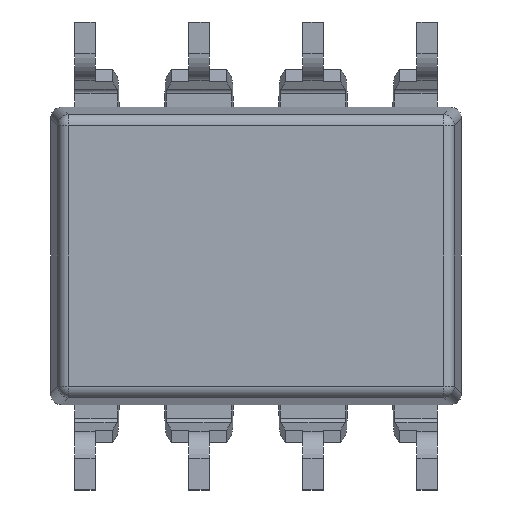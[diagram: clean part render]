
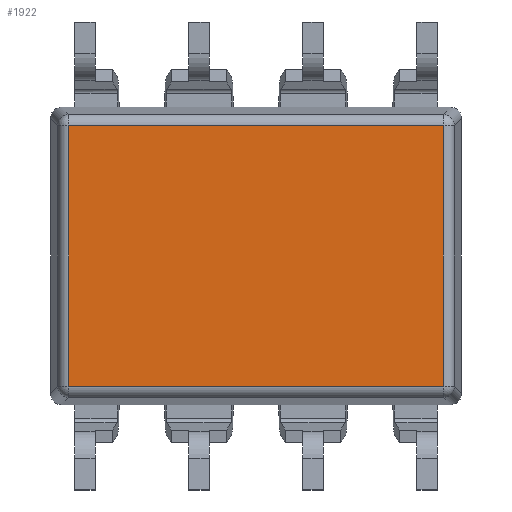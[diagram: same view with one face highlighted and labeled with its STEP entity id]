
A CAD part, front view. The second image highlights one B-rep face of the part: STEP entity #1922.
In plain terms, the highlighted planar face has unit normal (0, -1, 0).
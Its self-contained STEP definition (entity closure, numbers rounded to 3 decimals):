
#818=DIRECTION('',(0.,0.,-1.));
#819=VECTOR('',#818,5.807);
#820=CARTESIAN_POINT('',(-4.168,-1.79,2.903));
#821=LINE('',#820,#819);
#832=DIRECTION('',(1.,0.,0.));
#833=VECTOR('',#832,8.337);
#834=CARTESIAN_POINT('',(-4.168,-1.79,-2.903));
#835=LINE('',#834,#833);
#870=DIRECTION('',(0.,0.,1.));
#871=VECTOR('',#870,5.807);
#872=CARTESIAN_POINT('',(4.168,-1.79,-2.903));
#873=LINE('',#872,#871);
#908=DIRECTION('',(-1.,0.,0.));
#909=VECTOR('',#908,8.337);
#910=CARTESIAN_POINT('',(4.168,-1.79,2.903));
#911=LINE('',#910,#909);
#1233=CARTESIAN_POINT('',(4.168,-1.79,2.903));
#1234=CARTESIAN_POINT('',(-4.168,-1.79,2.903));
#1235=VERTEX_POINT('',#1233);
#1236=VERTEX_POINT('',#1234);
#1241=CARTESIAN_POINT('',(4.168,-1.79,-2.903));
#1242=VERTEX_POINT('',#1241);
#1247=CARTESIAN_POINT('',(-4.168,-1.79,-2.903));
#1248=VERTEX_POINT('',#1247);
#1908=CARTESIAN_POINT('',(-4.575,-1.79,-3.31));
#1909=DIRECTION('',(0.,-1.,0.));
#1910=DIRECTION('',(1.,0.,0.));
#1911=AXIS2_PLACEMENT_3D('',#1908,#1909,#1910);
#1912=PLANE('',#1911);
#1914=ORIENTED_EDGE('',*,*,#1913,.F.);
#1915=ORIENTED_EDGE('',*,*,#1899,.F.);
#1917=ORIENTED_EDGE('',*,*,#1916,.F.);
#1919=ORIENTED_EDGE('',*,*,#1918,.F.);
#1920=EDGE_LOOP('',(#1914,#1915,#1917,#1919));
#1921=FACE_OUTER_BOUND('',#1920,.F.);
#1899=EDGE_CURVE('',#1236,#1248,#821,.T.);
#1913=EDGE_CURVE('',#1248,#1242,#835,.T.);
#1916=EDGE_CURVE('',#1235,#1236,#911,.T.);
#1918=EDGE_CURVE('',#1242,#1235,#873,.T.);
#1922=ADVANCED_FACE('',(#1921),#1912,.T.);
